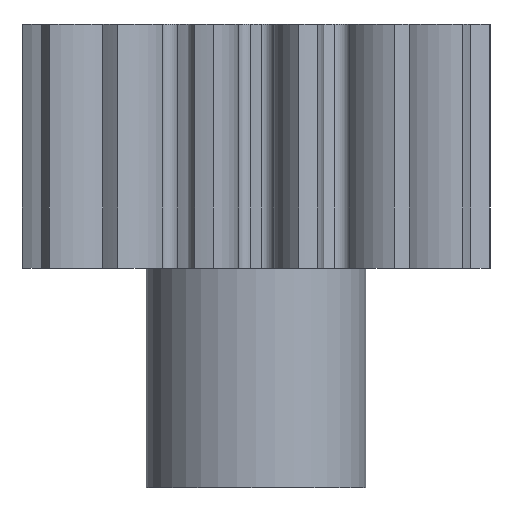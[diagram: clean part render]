
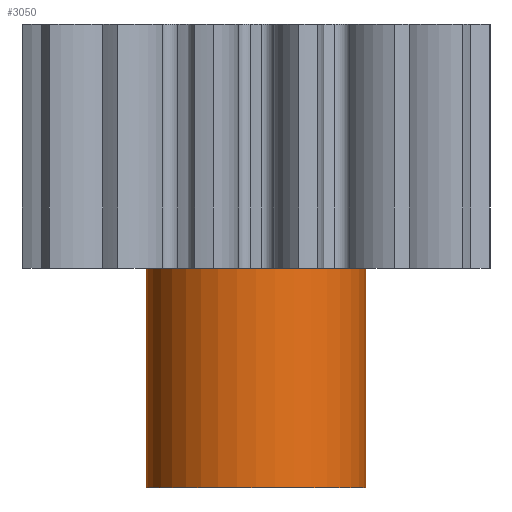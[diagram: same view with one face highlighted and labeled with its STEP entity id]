
A CAD part, front view. The second image highlights one B-rep face of the part: STEP entity #3050.
In plain terms, the highlighted cylindrical face has radius 4.5 mm (diameter 9 mm), a partial arc.
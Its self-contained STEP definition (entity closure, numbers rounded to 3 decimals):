
#139 = CARTESIAN_POINT ( 'NONE',  ( -4.5, 0., -9. ) ) ;
#140 = LINE ( 'NONE', #139, #752 ) ;
#735 = DIRECTION ( 'NONE',  ( 0., 0., 1. ) ) ;
#752 = VECTOR ( 'NONE', #735, 1000. ) ;
#854 = CARTESIAN_POINT ( 'NONE',  ( 0., 0., 0. ) ) ;
#888 = DIRECTION ( 'NONE',  ( 1., 0., 0. ) ) ;
#889 = DIRECTION ( 'NONE',  ( 0., 0., 1. ) ) ;
#890 = AXIS2_PLACEMENT_3D ( 'NONE', #854, #889, #888 ) ;
#891 = CIRCLE ( 'NONE', #890, 4.5 ) ;
#985 = CARTESIAN_POINT ( 'NONE',  ( 4.5, 0., 0. ) ) ;
#1054 = CARTESIAN_POINT ( 'NONE',  ( -4.5, 0., -9. ) ) ;
#1091 = CARTESIAN_POINT ( 'NONE',  ( 4.5, 0., -9. ) ) ;
#1097 = CARTESIAN_POINT ( 'NONE',  ( -4.5, 0., 0. ) ) ;
#1106 = CARTESIAN_POINT ( 'NONE',  ( 4.5, 0., -9. ) ) ;
#1142 = LINE ( 'NONE', #1091, #1144 ) ;
#1143 = DIRECTION ( 'NONE',  ( 0., 0., 1. ) ) ;
#1144 = VECTOR ( 'NONE', #1143, 1000. ) ;
#1531 = DIRECTION ( 'NONE',  ( 0., 0., 1. ) ) ;
#1532 = CARTESIAN_POINT ( 'NONE',  ( 0., 0., -9. ) ) ;
#1601 = CYLINDRICAL_SURFACE ( 'NONE', #1668, 4.5 ) ;
#1621 = CARTESIAN_POINT ( 'NONE',  ( 0., 0., -9. ) ) ;
#1622 = AXIS2_PLACEMENT_3D ( 'NONE', #1621, #1638, #1637 ) ;
#1623 = CIRCLE ( 'NONE', #1622, 4.5 ) ;
#1637 = DIRECTION ( 'NONE',  ( 1., 0., 0. ) ) ;
#1638 = DIRECTION ( 'NONE',  ( 0., 0., 1. ) ) ;
#1663 = DIRECTION ( 'NONE',  ( 1., 0., 0. ) ) ;
#1668 = AXIS2_PLACEMENT_3D ( 'NONE', #1532, #1531, #1663 ) ;
#1669 = FACE_OUTER_BOUND ( 'NONE', #2985, .T. ) ;
#2396 = EDGE_CURVE ( 'NONE', #2612, #2500, #891, .T. ) ;
#2500 = VERTEX_POINT ( 'NONE', #985 ) ;
#2579 = VERTEX_POINT ( 'NONE', #1054 ) ;
#2582 = EDGE_CURVE ( 'NONE', #2579, #2612, #140, .T. ) ;
#2584 = EDGE_CURVE ( 'NONE', #2617, #2500, #1142, .T. ) ;
#2612 = VERTEX_POINT ( 'NONE', #1097 ) ;
#2617 = VERTEX_POINT ( 'NONE', #1106 ) ;
#2965 = ORIENTED_EDGE ( 'NONE', *, *, #2396, .F. ) ;
#2985 = EDGE_LOOP ( 'NONE', ( #3054, #3022, #3021, #2965 ) ) ;
#3021 = ORIENTED_EDGE ( 'NONE', *, *, #2584, .T. ) ;
#3022 = ORIENTED_EDGE ( 'NONE', *, *, #3026, .T. ) ;
#3026 = EDGE_CURVE ( 'NONE', #2579, #2617, #1623, .T. ) ;
#3050 = ADVANCED_FACE ( 'NONE', ( #1669 ), #1601, .T. ) ;
#3054 = ORIENTED_EDGE ( 'NONE', *, *, #2582, .F. ) ;
